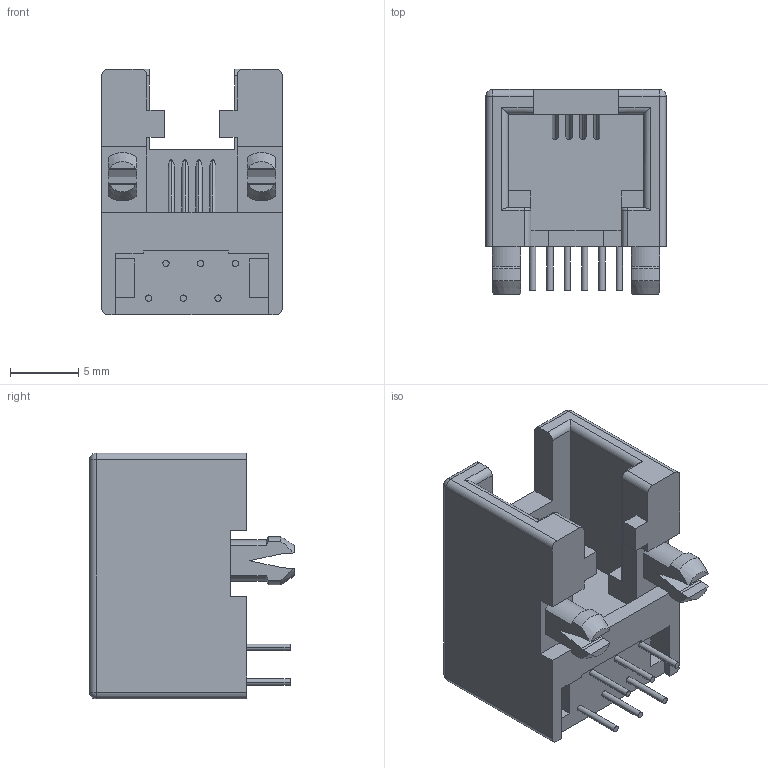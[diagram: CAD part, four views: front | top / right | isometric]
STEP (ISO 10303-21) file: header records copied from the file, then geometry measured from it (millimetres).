
FILE_DESCRIPTION(('FreeCAD Model'),'2;1');
FILE_NAME('Open CASCADE Shape Model','2024-11-29T12:53:09',(''),(''), 'Open CASCADE STEP processor 7.6','FreeCAD','Unknown');
FILE_SCHEMA(('AUTOMOTIVE_DESIGN { 1 0 10303 214 1 1 1 1 }'));
Length unit declared in the file: millimetre
Products named in the file (1): CAD0001360457_1
Bounding box: 13.2 x 15 x 18 mm (x, y, z)
Volume: 1589.7 mm3; surface area: 1762 mm2
Topology: 1 solids, 1 shells, 141 faces, 397 edges, 262 vertices
Faces by surface type: plane 76, cylinder 51, cone 8, sphere 4, torus 2
Entity records: 5838 total; most frequent: CARTESIAN_POINT 1163, ORIENTED_EDGE 786, DIRECTION 739, EDGE_CURVE 393, VERTEX_POINT 262, AXIS2_PLACEMENT_3D 248, LINE 243, VECTOR 243
